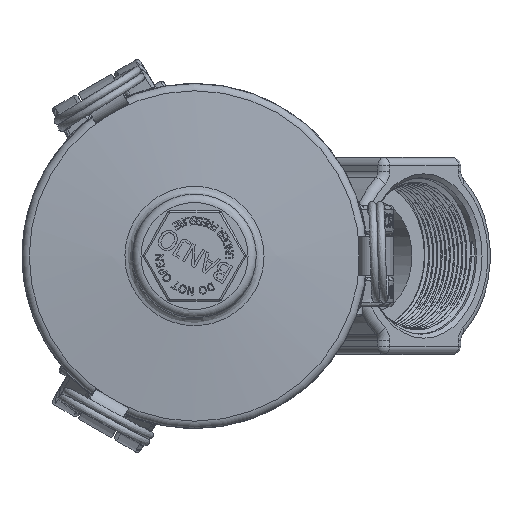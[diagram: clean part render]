
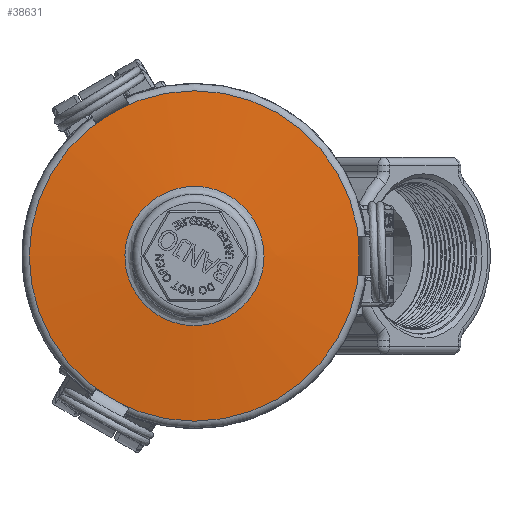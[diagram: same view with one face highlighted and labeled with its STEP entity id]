
A CAD part, front view. The second image highlights one B-rep face of the part: STEP entity #38631.
In plain terms, the highlighted spherical face has radius 533.908 mm.
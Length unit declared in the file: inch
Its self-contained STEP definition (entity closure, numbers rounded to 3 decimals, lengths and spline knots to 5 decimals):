
#180=SPHERICAL_SURFACE('',#41913,21.02);
#1945=FACE_BOUND('',#6273,.T.);
#3865=FACE_OUTER_BOUND('',#6272,.T.);
#6272=EDGE_LOOP('',(#30070,#30071));
#6273=EDGE_LOOP('',(#30072));
#8388=CIRCLE('',#41914,2.51496);
#8389=CIRCLE('',#41915,2.51496);
#9634=B_SPLINE_CURVE_WITH_KNOTS('',3,(#80101,#80102,#80103,#80104,#80105,
#80106,#80107,#80108,#80109,#80110,#80111,#80112,#80113,#80114,#80115,#80116,
#80117,#80118,#80119,#80120,#80121,#80122,#80123,#80124),.UNSPECIFIED.,
 .T.,.F.,(4,1,1,1,1,1,1,1,1,1,1,1,1,1,1,1,1,1,1,1,1,4),(-25.33901,
-24.43404,-24.13239,-23.52908,-22.92577,
-22.52356,-21.71915,-21.31694,-20.91474,
-20.51253,-18.9037,-18.09929,-17.69708,
-16.49046,-15.68605,-14.88164,-13.27281,
-12.06619,-10.85957,-9.65295,-9.04964,
-8.44634),.UNSPECIFIED.);
#17628=VERTEX_POINT('',#80099);
#17630=VERTEX_POINT('',#80155);
#17631=VERTEX_POINT('',#80156);
#22127=EDGE_CURVE('',#17628,#17628,#9634,.T.);
#22130=EDGE_CURVE('',#17630,#17631,#8388,.T.);
#22131=EDGE_CURVE('',#17631,#17630,#8389,.T.);
#30070=ORIENTED_EDGE('',*,*,#22130,.F.);
#30071=ORIENTED_EDGE('',*,*,#22131,.F.);
#30072=ORIENTED_EDGE('',*,*,#22127,.F.);
#38631=ADVANCED_FACE('',(#3865,#1945),#180,.T.);
#41913=AXIS2_PLACEMENT_3D('',#80154,#47355,#47356);
#41914=AXIS2_PLACEMENT_3D('',#80157,#47357,#47358);
#41915=AXIS2_PLACEMENT_3D('',#80158,#47359,#47360);
#47355=DIRECTION('center_axis',(0.,0.,1.));
#47356=DIRECTION('ref_axis',(1.,0.,0.));
#47357=DIRECTION('center_axis',(-1.,0.,0.));
#47358=DIRECTION('ref_axis',(0.,-1.,0.));
#47359=DIRECTION('center_axis',(-1.,0.,0.));
#47360=DIRECTION('ref_axis',(0.,-1.,0.));
#80099=CARTESIAN_POINT('',(2.62788,1.05859,-0.00086));
#80101=CARTESIAN_POINT('Ctrl Pts',(2.62788,1.05859,-0.00086));
#80102=CARTESIAN_POINT('Ctrl Pts',(2.62788,1.05868,0.11748));
#80103=CARTESIAN_POINT('Ctrl Pts',(2.62788,1.03164,0.27687));
#80104=CARTESIAN_POINT('Ctrl Pts',(2.62788,0.94127,0.49568));
#80105=CARTESIAN_POINT('Ctrl Pts',(2.62788,0.83466,0.66547));
#80106=CARTESIAN_POINT('Ctrl Pts',(2.62788,0.6854,0.815));
#80107=CARTESIAN_POINT('Ctrl Pts',(2.62788,0.48753,0.95005));
#80108=CARTESIAN_POINT('Ctrl Pts',(2.62788,0.29009,1.02768));
#80109=CARTESIAN_POINT('Ctrl Pts',(2.62788,0.07929,
1.05964));
#80110=CARTESIAN_POINT('Ctrl Pts',(2.62788,-0.07839,
1.05951));
#80111=CARTESIAN_POINT('Ctrl Pts',(2.62788,-0.39392,
1.01292));
#80112=CARTESIAN_POINT('Ctrl Pts',(2.62788,-0.7274,
0.81998));
#80113=CARTESIAN_POINT('Ctrl Pts',(2.62788,-0.93788,0.5102));
#80114=CARTESIAN_POINT('Ctrl Pts',(2.62788,-1.05415,0.21502));
#80115=CARTESIAN_POINT('Ctrl Pts',(2.62788,-1.07838,-0.10958));
#80116=CARTESIAN_POINT('Ctrl Pts',(2.62788,-0.96876,
-0.46371));
#80117=CARTESIAN_POINT('Ctrl Pts',(2.62788,-0.7293,
-0.81886));
#80118=CARTESIAN_POINT('Ctrl Pts',(2.62788,-0.2998,
-1.06728));
#80119=CARTESIAN_POINT('Ctrl Pts',(2.62788,0.24242,-1.06743));
#80120=CARTESIAN_POINT('Ctrl Pts',(2.62788,0.68146,-0.85709));
#80121=CARTESIAN_POINT('Ctrl Pts',(2.62788,0.93518,-0.53911));
#80122=CARTESIAN_POINT('Ctrl Pts',(2.62788,1.04035,-0.23906));
#80123=CARTESIAN_POINT('Ctrl Pts',(2.62788,1.05852,-0.07975));
#80124=CARTESIAN_POINT('Ctrl Pts',(2.62788,1.05859,-0.00086));
#80154=CARTESIAN_POINT('Origin',(-18.36545,0.,0.));
#80155=CARTESIAN_POINT('',(2.50356,2.51496,0.));
#80156=CARTESIAN_POINT('',(2.50356,0.,2.51496));
#80157=CARTESIAN_POINT('Origin',(2.50356,0.,0.));
#80158=CARTESIAN_POINT('Origin',(2.50356,0.,0.));
